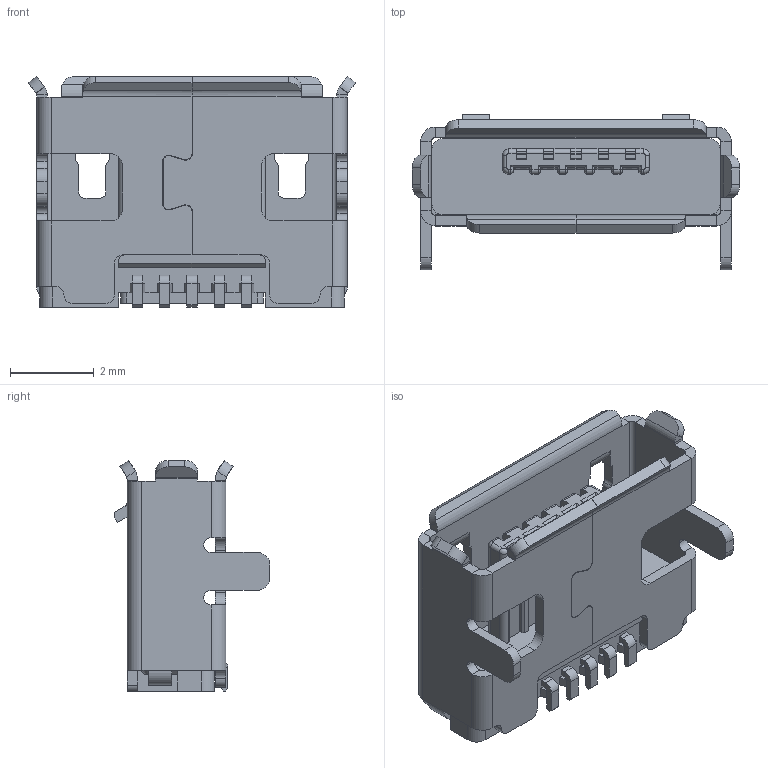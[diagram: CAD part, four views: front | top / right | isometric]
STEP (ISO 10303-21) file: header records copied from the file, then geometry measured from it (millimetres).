
FILE_DESCRIPTION (( 'STEP AP214' ), '1' );
FILE_NAME ('USB3090-30-A.STEP', '2025-03-24T13:56:20', ( 'LENOVO' ), ( '' ), 'SwSTEP 2.0', 'SolidWorks 2021', '' );
FILE_SCHEMA (( 'AUTOMOTIVE_DESIGN' ));
Length unit declared in the file: millimetre
Products named in the file (2): USB3090-30-A_USB3090-30-A; USB3090-30-A
Assembly tree (1 placements, depth 2):
  USB3090-30-A
    USB3090-30-A_USB3090-30-A
Bounding box: 7.8 x 3.71 x 5.5 mm (x, y, z)
Volume: 42.4 mm3; surface area: 287.7 mm2
Topology: 17 solids, 17 shells, 603 faces, 1553 edges, 980 vertices
Faces by surface type: plane 434, cylinder 147, cone 12, bspline 6, torus 4
Entity records: 18370 total; most frequent: CARTESIAN_POINT 3375, ORIENTED_EDGE 3106, DIRECTION 3018, EDGE_CURVE 1553, VECTOR 1196, LINE 1196, VERTEX_POINT 980, AXIS2_PLACEMENT_3D 911
